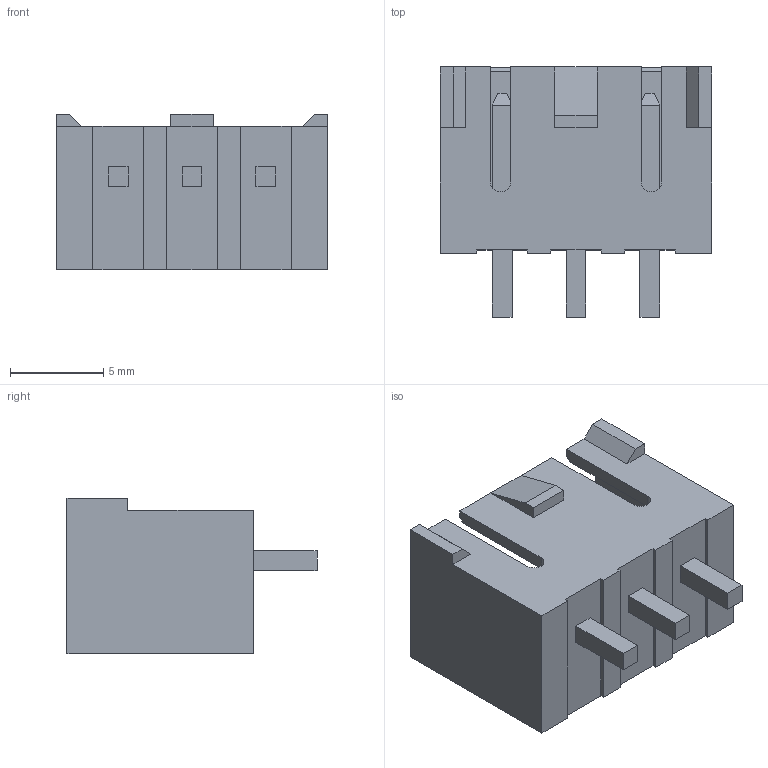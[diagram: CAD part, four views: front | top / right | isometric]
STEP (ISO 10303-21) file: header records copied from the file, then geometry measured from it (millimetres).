
FILE_DESCRIPTION(('FreeCAD Model'),'2;1');
FILE_NAME('Open CASCADE Shape Model','2022-01-03T13:07:32',('Author'),( ''),'Open CASCADE STEP processor 7.5','FreeCAD','Unknown');
FILE_SCHEMA(('AUTOMOTIVE_DESIGN { 1 0 10303 214 1 1 1 1 }'));
Length unit declared in the file: millimetre
Products named in the file (3): 353130360; SOLID; COMPOUND
Assembly tree (2 placements, depth 2):
  353130360
    SOLID
    COMPOUND
Bounding box: 14.54 x 13.4 x 8.35 mm (x, y, z)
Volume: 523 mm3; surface area: 1091.7 mm2
Topology: 1 solids, 1 shells, 103 faces, 273 edges, 196 vertices
Faces by surface type: plane 101, cylinder 2
Entity records: 7414 total; most frequent: CARTESIAN_POINT 1109, DIRECTION 1029, LINE 793, VECTOR 793, ORIENTED_EDGE 534, PCURVE 534, DEFINITIONAL_REPRESENTATION 534, EDGE_CURVE 267
